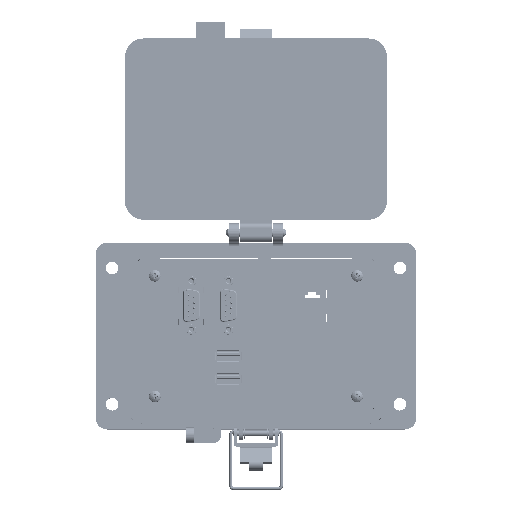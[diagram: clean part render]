
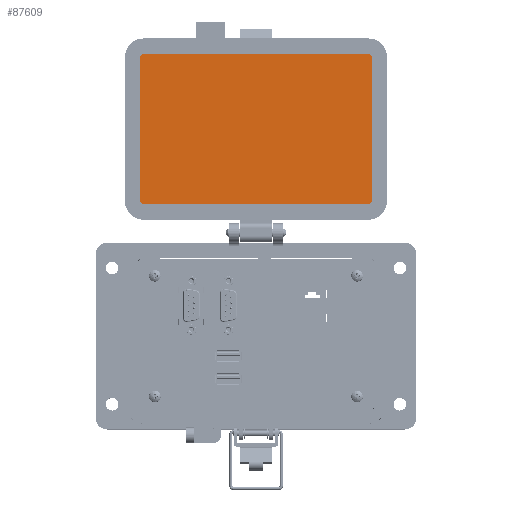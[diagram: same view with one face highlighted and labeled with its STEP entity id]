
A CAD part, top view. The second image highlights one B-rep face of the part: STEP entity #87609.
In plain terms, the highlighted planar face has unit normal (0, 0, 1).
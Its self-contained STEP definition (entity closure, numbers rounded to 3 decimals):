
#1409 = CARTESIAN_POINT ( 'NONE',  ( 59.502, 143.334, 8.694 ) ) ;
#1542 = EDGE_CURVE ( 'NONE', #39208, #37580, #76426, .T. ) ;
#2334 = AXIS2_PLACEMENT_3D ( 'NONE', #35595, #24593, #104779 ) ;
#11626 = LINE ( 'NONE', #91230, #67514 ) ;
#12377 = VECTOR ( 'NONE', #93906, 1000. ) ;
#13694 = VERTEX_POINT ( 'NONE', #82359 ) ;
#18975 = AXIS2_PLACEMENT_3D ( 'NONE', #50761, #99248, #109593 ) ;
#19667 = CIRCLE ( 'NONE', #106480, 1.785 ) ;
#23451 = ORIENTED_EDGE ( 'NONE', *, *, #125024, .F. ) ;
#24593 = DIRECTION ( 'NONE',  ( 0., 0., -1. ) ) ;
#25900 = CARTESIAN_POINT ( 'NONE',  ( 57.717, 67.765, 8.694 ) ) ;
#30092 = LINE ( 'NONE', #87700, #67854 ) ;
#34509 = FACE_OUTER_BOUND ( 'NONE', #35546, .T. ) ;
#35231 = CARTESIAN_POINT ( 'NONE',  ( -59.505, 143.334, 8.694 ) ) ;
#35546 = EDGE_LOOP ( 'NONE', ( #55008, #120177, #94567, #122289, #23451, #80266, #89872, #124930 ) ) ;
#35595 = CARTESIAN_POINT ( 'NONE',  ( 57.717, 143.334, 8.694 ) ) ;
#37580 = VERTEX_POINT ( 'NONE', #35231 ) ;
#39208 = VERTEX_POINT ( 'NONE', #54228 ) ;
#42317 = DIRECTION ( 'NONE',  ( 0., 0., -1. ) ) ;
#44226 = CARTESIAN_POINT ( 'NONE',  ( -57.72, 143.334, 8.694 ) ) ;
#46691 = VERTEX_POINT ( 'NONE', #1409 ) ;
#50761 = CARTESIAN_POINT ( 'NONE',  ( -57.72, 69.55, 8.694 ) ) ;
#53935 = VERTEX_POINT ( 'NONE', #110669 ) ;
#54228 = CARTESIAN_POINT ( 'NONE',  ( -59.505, 69.55, 8.694 ) ) ;
#55008 = ORIENTED_EDGE ( 'NONE', *, *, #94665, .F. ) ;
#60870 = DIRECTION ( 'NONE',  ( 1., 0., 0. ) ) ;
#61857 = AXIS2_PLACEMENT_3D ( 'NONE', #93377, #113416, #76551 ) ;
#62397 = DIRECTION ( 'NONE',  ( 0., -1., 0. ) ) ;
#63023 = DIRECTION ( 'NONE',  ( 0., -1., 0. ) ) ;
#67514 = VECTOR ( 'NONE', #60870, 1000. ) ;
#67854 = VECTOR ( 'NONE', #118708, 1000. ) ;
#68595 = VERTEX_POINT ( 'NONE', #118920 ) ;
#70189 = EDGE_CURVE ( 'NONE', #120093, #46691, #113901, .T. ) ;
#70583 = EDGE_CURVE ( 'NONE', #68595, #39208, #97477, .T. ) ;
#74160 = CARTESIAN_POINT ( 'NONE',  ( 57.717, 145.119, 8.694 ) ) ;
#75903 = PLANE ( 'NONE',  #61857 ) ;
#76426 = LINE ( 'NONE', #124905, #12377 ) ;
#76551 = DIRECTION ( 'NONE',  ( 0., -1., 0. ) ) ;
#79333 = CIRCLE ( 'NONE', #83480, 1.785 ) ;
#80266 = ORIENTED_EDGE ( 'NONE', *, *, #84763, .F. ) ;
#81312 = EDGE_CURVE ( 'NONE', #91362, #68595, #30092, .T. ) ;
#82359 = CARTESIAN_POINT ( 'NONE',  ( -57.72, 145.119, 8.694 ) ) ;
#82404 = CARTESIAN_POINT ( 'NONE',  ( 57.717, 69.55, 8.694 ) ) ;
#83480 = AXIS2_PLACEMENT_3D ( 'NONE', #44226, #124391, #62397 ) ;
#84763 = EDGE_CURVE ( 'NONE', #46691, #53935, #93697, .T. ) ;
#87609 = ADVANCED_FACE ( 'NONE', ( #34509 ), #75903, .T. ) ;
#87700 = CARTESIAN_POINT ( 'NONE',  ( -57.72, 67.765, 8.694 ) ) ;
#89872 = ORIENTED_EDGE ( 'NONE', *, *, #70189, .F. ) ;
#91230 = CARTESIAN_POINT ( 'NONE',  ( 57.717, 145.119, 8.694 ) ) ;
#91362 = VERTEX_POINT ( 'NONE', #25900 ) ;
#92424 = DIRECTION ( 'NONE',  ( 0., -1., 0. ) ) ;
#93377 = CARTESIAN_POINT ( 'NONE',  ( -30.745, 145.119, 8.694 ) ) ;
#93697 = LINE ( 'NONE', #102113, #125786 ) ;
#93906 = DIRECTION ( 'NONE',  ( 0., 1., 0. ) ) ;
#94567 = ORIENTED_EDGE ( 'NONE', *, *, #70583, .F. ) ;
#94665 = EDGE_CURVE ( 'NONE', #37580, #13694, #79333, .T. ) ;
#97477 = CIRCLE ( 'NONE', #18975, 1.785 ) ;
#99248 = DIRECTION ( 'NONE',  ( 0., 0., -1. ) ) ;
#102113 = CARTESIAN_POINT ( 'NONE',  ( 59.502, 69.55, 8.694 ) ) ;
#104779 = DIRECTION ( 'NONE',  ( 0., -1., 0. ) ) ;
#106480 = AXIS2_PLACEMENT_3D ( 'NONE', #82404, #42317, #63023 ) ;
#107883 = EDGE_CURVE ( 'NONE', #13694, #120093, #11626, .T. ) ;
#109593 = DIRECTION ( 'NONE',  ( 0., -1., 0. ) ) ;
#110669 = CARTESIAN_POINT ( 'NONE',  ( 59.502, 69.55, 8.694 ) ) ;
#113416 = DIRECTION ( 'NONE',  ( 0., 0., 1. ) ) ;
#113901 = CIRCLE ( 'NONE', #2334, 1.785 ) ;
#118708 = DIRECTION ( 'NONE',  ( -1., 0., 0. ) ) ;
#118920 = CARTESIAN_POINT ( 'NONE',  ( -57.72, 67.765, 8.694 ) ) ;
#120093 = VERTEX_POINT ( 'NONE', #74160 ) ;
#120177 = ORIENTED_EDGE ( 'NONE', *, *, #1542, .F. ) ;
#122289 = ORIENTED_EDGE ( 'NONE', *, *, #81312, .F. ) ;
#124391 = DIRECTION ( 'NONE',  ( 0., 0., -1. ) ) ;
#124905 = CARTESIAN_POINT ( 'NONE',  ( -59.505, 143.334, 8.694 ) ) ;
#124930 = ORIENTED_EDGE ( 'NONE', *, *, #107883, .F. ) ;
#125024 = EDGE_CURVE ( 'NONE', #53935, #91362, #19667, .T. ) ;
#125786 = VECTOR ( 'NONE', #92424, 1000. ) ;
